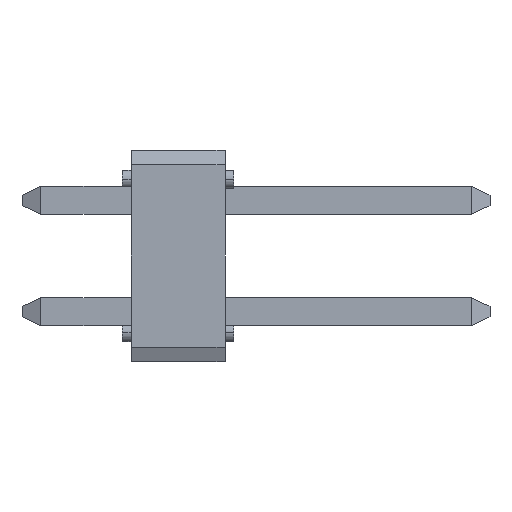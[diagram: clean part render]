
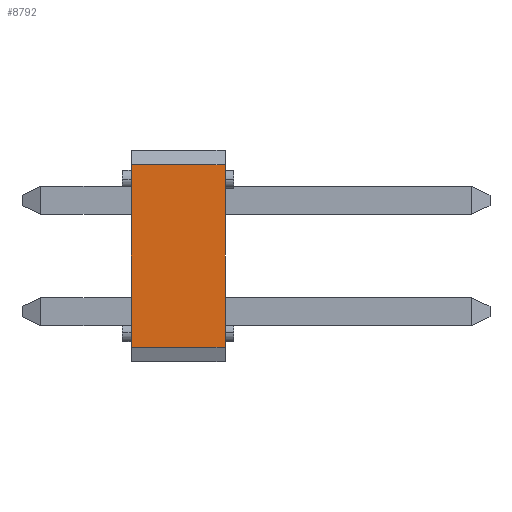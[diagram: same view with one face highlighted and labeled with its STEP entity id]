
A CAD part, front view. The second image highlights one B-rep face of the part: STEP entity #8792.
In plain terms, the highlighted planar face has unit normal (0, -1, 0).
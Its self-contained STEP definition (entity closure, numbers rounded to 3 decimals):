
#870=DIRECTION('',(1.,0.,0.));
#871=VECTOR('',#870,2.14);
#872=CARTESIAN_POINT('',(0.,-25.4,-2.075));
#873=LINE('3759',#872,#871);
#878=DIRECTION('',(0.,0.,1.));
#879=VECTOR('',#878,4.15);
#880=CARTESIAN_POINT('',(0.,-25.4,-2.075));
#881=LINE('3302',#880,#879);
#882=DIRECTION('',(1.,0.,0.));
#883=VECTOR('',#882,2.14);
#884=CARTESIAN_POINT('',(0.,-25.4,2.075));
#885=LINE('3760',#884,#883);
#886=DIRECTION('',(0.,0.,-1.));
#887=VECTOR('',#886,4.15);
#888=CARTESIAN_POINT('',(2.14,-25.4,2.075));
#889=LINE('3468',#888,#887);
#6420=CARTESIAN_POINT('',(0.,-25.4,2.075));
#6421=VERTEX_POINT('',#6420);
#6422=CARTESIAN_POINT('',(0.,-25.4,-2.075));
#6423=VERTEX_POINT('',#6422);
#6584=CARTESIAN_POINT('',(2.14,-25.4,-2.075));
#6585=VERTEX_POINT('',#6584);
#6586=CARTESIAN_POINT('',(2.14,-25.4,2.075));
#6587=VERTEX_POINT('',#6586);
#8779=CARTESIAN_POINT('',(1.07,-25.4,0.));
#8780=DIRECTION('',(0.,1.,0.));
#8781=DIRECTION('',(0.,0.,-1.));
#8782=AXIS2_PLACEMENT_3D('',#8779,#8780,#8781);
#8783=PLANE('4210',#8782);
#8784=ORIENTED_EDGE('3759',*,*,#8771,.F.);
#8785=ORIENTED_EDGE('3302',*,*,#8297,.T.);
#8787=ORIENTED_EDGE('3760',*,*,#8786,.T.);
#8789=ORIENTED_EDGE('3468',*,*,#8788,.T.);
#8790=EDGE_LOOP('4210',(#8784,#8785,#8787,#8789));
#8791=FACE_OUTER_BOUND('4210',#8790,.F.);
#8297=EDGE_CURVE('3302',#6423,#6421,#881,.T.);
#8771=EDGE_CURVE('3759',#6423,#6585,#873,.T.);
#8786=EDGE_CURVE('3760',#6421,#6587,#885,.T.);
#8788=EDGE_CURVE('3468',#6587,#6585,#889,.T.);
#8792=ADVANCED_FACE('4210',(#8791),#8783,.F.);
